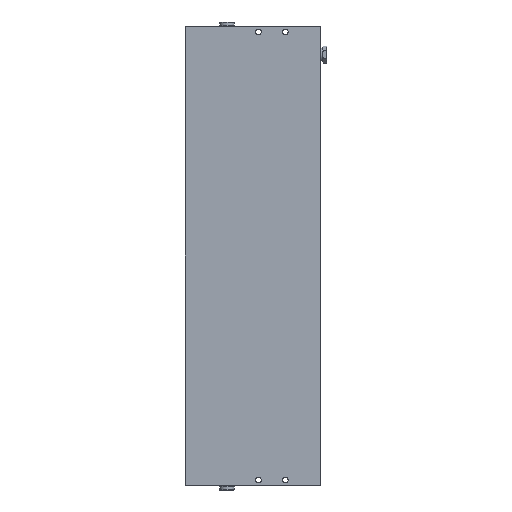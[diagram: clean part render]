
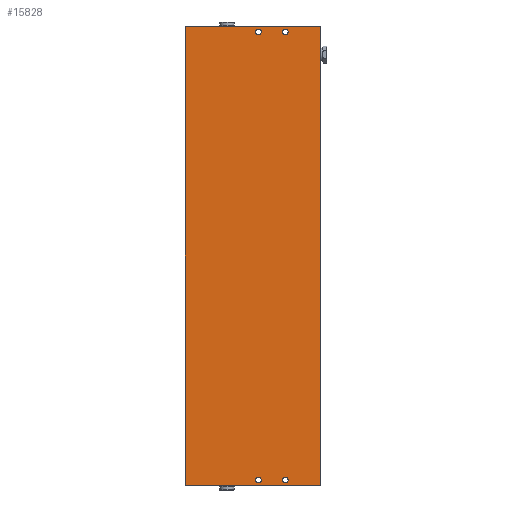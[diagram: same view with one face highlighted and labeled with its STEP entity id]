
A CAD part, front view. The second image highlights one B-rep face of the part: STEP entity #15828.
In plain terms, the highlighted planar face has unit normal (0, -1, 0).
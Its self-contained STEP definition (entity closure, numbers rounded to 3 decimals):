
#1321=CIRCLE('',#17540,2.75);
#1322=CIRCLE('',#17541,2.75);
#1323=CIRCLE('',#17542,2.75);
#1324=CIRCLE('',#17543,2.75);
#2666=ORIENTED_EDGE('',*,*,#6467,.T.);
#2667=ORIENTED_EDGE('',*,*,#6468,.T.);
#2668=ORIENTED_EDGE('',*,*,#6469,.T.);
#2669=ORIENTED_EDGE('',*,*,#6470,.T.);
#2670=ORIENTED_EDGE('',*,*,#6471,.T.);
#2671=ORIENTED_EDGE('',*,*,#6472,.F.);
#2672=ORIENTED_EDGE('',*,*,#6304,.F.);
#2673=ORIENTED_EDGE('',*,*,#5777,.T.);
#5777=EDGE_CURVE('',#7680,#7679,#9305,.T.);
#6304=EDGE_CURVE('',#7680,#8205,#9468,.T.);
#6467=EDGE_CURVE('',#8367,#8367,#1321,.T.);
#6468=EDGE_CURVE('',#8368,#8368,#1322,.T.);
#6469=EDGE_CURVE('',#8369,#8369,#1323,.T.);
#6470=EDGE_CURVE('',#8370,#8370,#1324,.T.);
#6471=EDGE_CURVE('',#7679,#8371,#9532,.T.);
#6472=EDGE_CURVE('',#8205,#8371,#9533,.T.);
#7679=VERTEX_POINT('',#24778);
#7680=VERTEX_POINT('',#24780);
#8205=VERTEX_POINT('',#25834);
#8367=VERTEX_POINT('',#26163);
#8368=VERTEX_POINT('',#26165);
#8369=VERTEX_POINT('',#26167);
#8370=VERTEX_POINT('',#26169);
#8371=VERTEX_POINT('',#26171);
#9305=LINE('',#24779,#10023);
#9468=LINE('',#25833,#10186);
#9532=LINE('',#26170,#10250);
#9533=LINE('',#26172,#10251);
#10023=VECTOR('',#19403,1000.);
#10186=VECTOR('',#20298,1000.);
#10250=VECTOR('',#20576,1000.);
#10251=VECTOR('',#20577,1000.);
#11145=EDGE_LOOP('',(#2666));
#11146=EDGE_LOOP('',(#2667));
#11147=EDGE_LOOP('',(#2668));
#11148=EDGE_LOOP('',(#2669));
#11149=EDGE_LOOP('',(#2670,#2671,#2672,#2673));
#13409=FACE_BOUND('',#11145,.T.);
#13410=FACE_BOUND('',#11146,.T.);
#13411=FACE_BOUND('',#11147,.T.);
#13412=FACE_BOUND('',#11148,.T.);
#13413=FACE_BOUND('',#11149,.T.);
#15320=PLANE('',#17539);
#15828=ADVANCED_FACE('',(#13409,#13410,#13411,#13412,#13413),#15320,.F.);
#17539=AXIS2_PLACEMENT_3D('',#26161,#20566,#20567);
#17540=AXIS2_PLACEMENT_3D('',#26162,#20568,#20569);
#17541=AXIS2_PLACEMENT_3D('',#26164,#20570,#20571);
#17542=AXIS2_PLACEMENT_3D('',#26166,#20572,#20573);
#17543=AXIS2_PLACEMENT_3D('',#26168,#20574,#20575);
#19403=DIRECTION('',(0.,0.,-1.));
#20298=DIRECTION('',(1.,0.,0.));
#20566=DIRECTION('',(0.,1.,0.));
#20567=DIRECTION('',(0.,0.,1.));
#20568=DIRECTION('',(0.,1.,0.));
#20569=DIRECTION('',(0.,0.,1.));
#20570=DIRECTION('',(0.,1.,0.));
#20571=DIRECTION('',(0.,0.,1.));
#20572=DIRECTION('',(0.,1.,0.));
#20573=DIRECTION('',(0.,0.,1.));
#20574=DIRECTION('',(0.,1.,0.));
#20575=DIRECTION('',(0.,0.,1.));
#20576=DIRECTION('',(1.,0.,0.));
#20577=DIRECTION('',(0.,0.,-1.));
#24778=CARTESIAN_POINT('',(0.,-42.5,0.));
#24779=CARTESIAN_POINT('',(0.,-42.5,443.5));
#24780=CARTESIAN_POINT('',(0.,-42.5,443.5));
#25833=CARTESIAN_POINT('',(0.,-42.5,443.5));
#25834=CARTESIAN_POINT('',(131.,-42.5,443.5));
#26161=CARTESIAN_POINT('',(0.,-42.5,443.5));
#26162=CARTESIAN_POINT('',(60.,-42.5,5.));
#26163=CARTESIAN_POINT('',(60.,-42.5,7.75));
#26164=CARTESIAN_POINT('',(34.,-42.5,438.5));
#26165=CARTESIAN_POINT('',(34.,-42.5,441.25));
#26166=CARTESIAN_POINT('',(60.,-42.5,438.5));
#26167=CARTESIAN_POINT('',(60.,-42.5,441.25));
#26168=CARTESIAN_POINT('',(34.,-42.5,5.));
#26169=CARTESIAN_POINT('',(34.,-42.5,7.75));
#26170=CARTESIAN_POINT('',(0.,-42.5,0.));
#26171=CARTESIAN_POINT('',(131.,-42.5,0.));
#26172=CARTESIAN_POINT('',(131.,-42.5,443.5));
